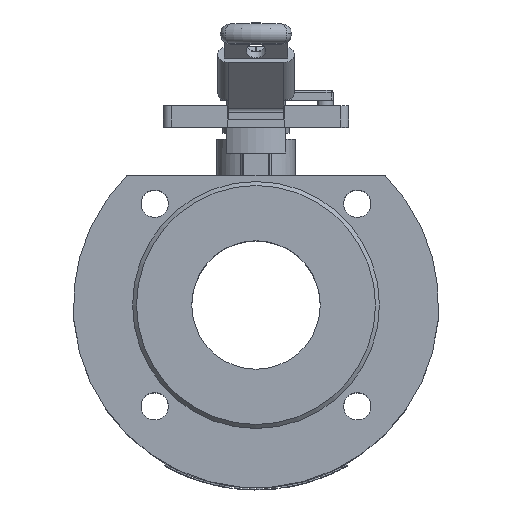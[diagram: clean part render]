
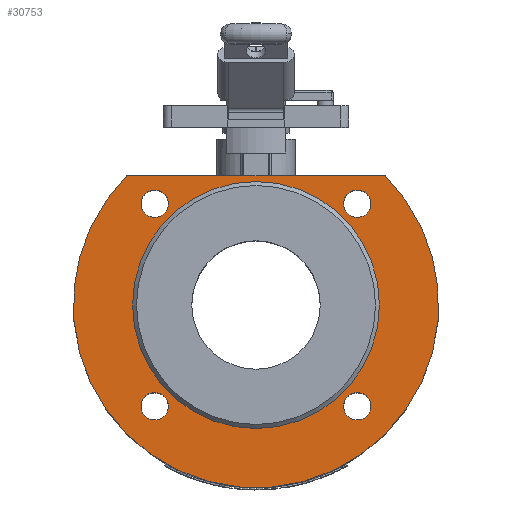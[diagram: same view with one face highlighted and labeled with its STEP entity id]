
A CAD part, top view. The second image highlights one B-rep face of the part: STEP entity #30753.
In plain terms, the highlighted planar face has unit normal (0, 0, 1).
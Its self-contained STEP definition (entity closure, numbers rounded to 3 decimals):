
#4334=LINE('',#66435,#6595);
#6595=VECTOR('',#37934,10.);
#7244=PLANE('',#32396);
#7427=FACE_BOUND('',#10837,.T.);
#7428=FACE_BOUND('',#10838,.T.);
#7429=FACE_BOUND('',#10839,.T.);
#7430=FACE_BOUND('',#10840,.T.);
#7431=FACE_BOUND('',#10841,.T.);
#9043=FACE_OUTER_BOUND('',#10836,.T.);
#10836=EDGE_LOOP('',(#27303,#27304));
#10837=EDGE_LOOP('',(#27305));
#10838=EDGE_LOOP('',(#27306));
#10839=EDGE_LOOP('',(#27307));
#10840=EDGE_LOOP('',(#27308));
#10841=EDGE_LOOP('',(#27309));
#11549=CIRCLE('',#32343,92.5);
#11552=CIRCLE('',#32358,6.918);
#11555=CIRCLE('',#32363,6.918);
#11558=CIRCLE('',#32368,6.918);
#11561=CIRCLE('',#32373,6.918);
#11569=CIRCLE('',#32391,62.5);
#14386=VERTEX_POINT('',#66356);
#14387=VERTEX_POINT('',#66358);
#14390=VERTEX_POINT('',#66377);
#14393=VERTEX_POINT('',#66385);
#14396=VERTEX_POINT('',#66393);
#14399=VERTEX_POINT('',#66401);
#14407=VERTEX_POINT('',#66428);
#18684=EDGE_CURVE('',#14387,#14386,#11549,.T.);
#18688=EDGE_CURVE('',#14390,#14390,#11552,.T.);
#18691=EDGE_CURVE('',#14393,#14393,#11555,.T.);
#18694=EDGE_CURVE('',#14396,#14396,#11558,.T.);
#18697=EDGE_CURVE('',#14399,#14399,#11561,.T.);
#18706=EDGE_CURVE('',#14407,#14407,#11569,.T.);
#18708=EDGE_CURVE('',#14386,#14387,#4334,.T.);
#27303=ORIENTED_EDGE('',*,*,#18708,.T.);
#27304=ORIENTED_EDGE('',*,*,#18684,.T.);
#27305=ORIENTED_EDGE('',*,*,#18688,.T.);
#27306=ORIENTED_EDGE('',*,*,#18691,.T.);
#27307=ORIENTED_EDGE('',*,*,#18694,.T.);
#27308=ORIENTED_EDGE('',*,*,#18697,.T.);
#27309=ORIENTED_EDGE('',*,*,#18706,.T.);
#30753=ADVANCED_FACE('',(#9043,#7427,#7428,#7429,#7430,#7431),#7244,.T.);
#32343=AXIS2_PLACEMENT_3D('',#66359,#37825,#37826);
#32358=AXIS2_PLACEMENT_3D('',#66378,#37856,#37857);
#32363=AXIS2_PLACEMENT_3D('',#66386,#37866,#37867);
#32368=AXIS2_PLACEMENT_3D('',#66394,#37876,#37877);
#32373=AXIS2_PLACEMENT_3D('',#66402,#37886,#37887);
#32391=AXIS2_PLACEMENT_3D('',#66429,#37923,#37924);
#32396=AXIS2_PLACEMENT_3D('',#66436,#37935,#37936);
#37825=DIRECTION('center_axis',(0.,0.,1.));
#37826=DIRECTION('ref_axis',(0.706,-0.708,0.));
#37856=DIRECTION('center_axis',(0.,0.,-1.));
#37857=DIRECTION('ref_axis',(-1.,0.,0.));
#37866=DIRECTION('center_axis',(0.,0.,-1.));
#37867=DIRECTION('ref_axis',(-1.,0.,0.));
#37876=DIRECTION('center_axis',(0.,0.,-1.));
#37877=DIRECTION('ref_axis',(-1.,0.,0.));
#37886=DIRECTION('center_axis',(0.,0.,-1.));
#37887=DIRECTION('ref_axis',(-1.,0.,0.));
#37923=DIRECTION('center_axis',(0.,0.,-1.));
#37924=DIRECTION('ref_axis',(-1.,0.,0.));
#37934=DIRECTION('',(-1.,0.,0.));
#37935=DIRECTION('center_axis',(0.,0.,1.));
#37936=DIRECTION('ref_axis',(1.,0.,0.));
#66356=CARTESIAN_POINT('',(65.315,65.5,49.5));
#66358=CARTESIAN_POINT('',(-65.315,65.5,49.5));
#66359=CARTESIAN_POINT('Origin',(0.,0.,49.5));
#66377=CARTESIAN_POINT('',(58.183,-51.265,49.5));
#66378=CARTESIAN_POINT('Origin',(51.265,-51.265,49.5));
#66385=CARTESIAN_POINT('',(-44.348,51.265,49.5));
#66386=CARTESIAN_POINT('Origin',(-51.265,51.265,49.5));
#66393=CARTESIAN_POINT('',(58.183,51.265,49.5));
#66394=CARTESIAN_POINT('Origin',(51.265,51.265,49.5));
#66401=CARTESIAN_POINT('',(-44.348,-51.265,49.5));
#66402=CARTESIAN_POINT('Origin',(-51.265,-51.265,49.5));
#66428=CARTESIAN_POINT('',(62.5,0.,49.5));
#66429=CARTESIAN_POINT('Origin',(0.,0.,49.5));
#66435=CARTESIAN_POINT('',(-65.315,65.5,49.5));
#66436=CARTESIAN_POINT('Origin',(0.,-1.106,
49.5));
